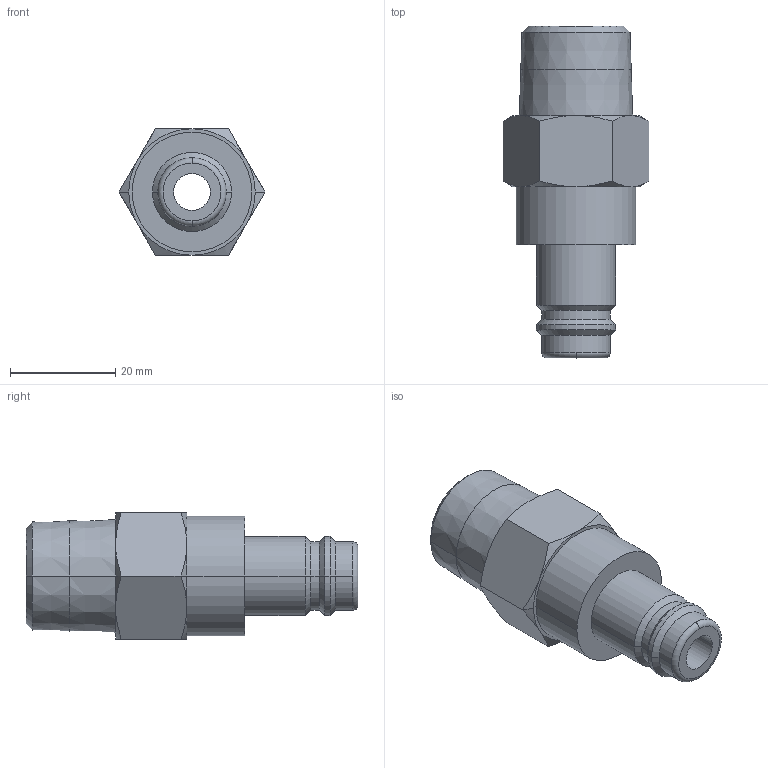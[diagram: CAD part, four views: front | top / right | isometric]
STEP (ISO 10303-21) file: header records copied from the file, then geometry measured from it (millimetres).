
FILE_DESCRIPTION(('STEP AP214'),'1');
FILE_NAME('esig_12_naab.stp','2020-03-05T09:00:13',('TraceParts'),('TraceParts S.A.'),'Spatial InterOp 3D',' ',' ');
FILE_SCHEMA(('automotive_design'));
Length unit declared in the file: millimetre
Products named in the file (1): 1
Bounding box: 27.71 x 63 x 24 mm (x, y, z)
Volume: 18021.3 mm3; surface area: 6310.6 mm2
Topology: 1 solids, 1 shells, 55 faces, 117 edges, 69 vertices
Faces by surface type: cone 28, plane 13, cylinder 12, torus 2
Entity records: 1958 total; most frequent: CARTESIAN_POINT 338, DIRECTION 264, ORIENTED_EDGE 234, EDGE_CURVE 117, AXIS2_PLACEMENT_3D 115, VERTEX_POINT 69, EDGE_LOOP 62, CIRCLE 59
